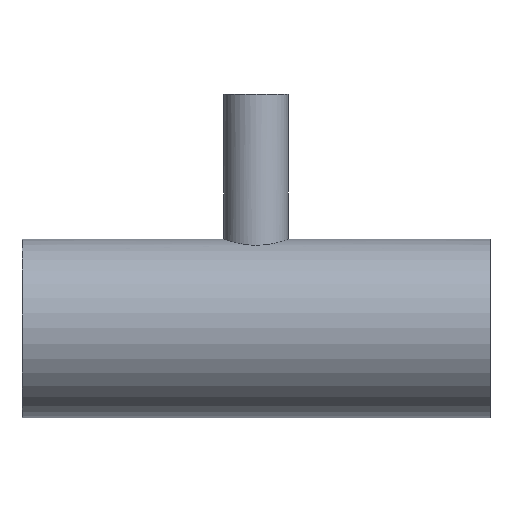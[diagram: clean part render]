
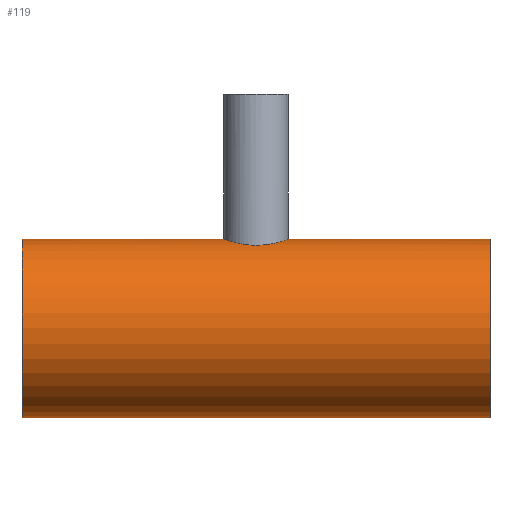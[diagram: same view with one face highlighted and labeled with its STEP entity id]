
A CAD part, front view. The second image highlights one B-rep face of the part: STEP entity #119.
In plain terms, the highlighted cylindrical face has radius 19.05 mm (diameter 38.1 mm), a full revolution.
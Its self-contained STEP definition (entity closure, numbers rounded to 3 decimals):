
#16=FACE_BOUND('',#35,.T.);
#26=FACE_OUTER_BOUND('',#34,.T.);
#34=EDGE_LOOP('',(#96,#97,#98,#99));
#35=EDGE_LOOP('',(#100,#101));
#44=B_SPLINE_CURVE_WITH_KNOTS('',3,(#237,#238,#239,#240,#241,#242,#243,
#244,#245,#246),.UNSPECIFIED.,.F.,.F.,(4,2,2,2,4),(0.,0.263,
0.525,0.788,1.05),.UNSPECIFIED.);
#45=B_SPLINE_CURVE_WITH_KNOTS('',3,(#247,#248,#249,#250,#251,#252,#253,
#254,#255,#256,#257,#258,#259,#260,#261,#262,#263,#264,#265,#266,#267,#268,
#269,#270,#271,#272),.UNSPECIFIED.,.F.,.F.,(4,2,2,2,2,2,2,2,2,2,2,2,4),
(1.05,1.313,1.575,1.838,2.1,
2.363,2.625,2.888,3.15,3.413,
3.675,3.938,4.2),.UNSPECIFIED.);
#48=LINE('',#278,#52);
#52=VECTOR('',#174,19.05);
#56=CIRCLE('',#149,19.05);
#57=CIRCLE('',#150,19.05);
#64=VERTEX_POINT('',#234);
#65=VERTEX_POINT('',#236);
#66=VERTEX_POINT('',#275);
#67=VERTEX_POINT('',#277);
#76=EDGE_CURVE('',#65,#64,#44,.T.);
#77=EDGE_CURVE('',#64,#65,#45,.T.);
#78=EDGE_CURVE('',#66,#66,#56,.T.);
#79=EDGE_CURVE('',#66,#67,#48,.T.);
#80=EDGE_CURVE('',#67,#67,#57,.T.);
#96=ORIENTED_EDGE('',*,*,#78,.F.);
#97=ORIENTED_EDGE('',*,*,#79,.T.);
#98=ORIENTED_EDGE('',*,*,#80,.F.);
#99=ORIENTED_EDGE('',*,*,#79,.F.);
#100=ORIENTED_EDGE('',*,*,#76,.T.);
#101=ORIENTED_EDGE('',*,*,#77,.T.);
#114=CYLINDRICAL_SURFACE('',#148,19.05);
#119=ADVANCED_FACE('',(#26,#16),#114,.T.);
#148=AXIS2_PLACEMENT_3D('',#274,#170,#171);
#149=AXIS2_PLACEMENT_3D('',#276,#172,#173);
#150=AXIS2_PLACEMENT_3D('',#279,#175,#176);
#170=DIRECTION('center_axis',(1.,0.,0.));
#171=DIRECTION('ref_axis',(0.,1.,0.));
#172=DIRECTION('center_axis',(1.,0.,0.));
#173=DIRECTION('ref_axis',(0.,1.,0.));
#174=DIRECTION('',(-1.,0.,0.));
#175=DIRECTION('center_axis',(-1.,0.,0.));
#176=DIRECTION('ref_axis',(0.,1.,0.));
#234=CARTESIAN_POINT('',(-6.9,0.,19.05));
#236=CARTESIAN_POINT('',(0.,-6.9,17.756));
#237=CARTESIAN_POINT('Ctrl Pts',(0.,-6.9,17.756));
#238=CARTESIAN_POINT('Ctrl Pts',(-0.875,-6.9,17.756));
#239=CARTESIAN_POINT('Ctrl Pts',(-1.803,-6.723,17.828));
#240=CARTESIAN_POINT('Ctrl Pts',(-3.5,-6.017,18.079));
#241=CARTESIAN_POINT('Ctrl Pts',(-4.271,-5.487,18.253));
#242=CARTESIAN_POINT('Ctrl Pts',(-5.487,-4.271,18.576));
#243=CARTESIAN_POINT('Ctrl Pts',(-6.017,-3.5,18.745));
#244=CARTESIAN_POINT('Ctrl Pts',(-6.724,-1.803,18.984));
#245=CARTESIAN_POINT('Ctrl Pts',(-6.9,-0.875,19.05));
#246=CARTESIAN_POINT('Ctrl Pts',(-6.9,0.,19.05));
#247=CARTESIAN_POINT('Ctrl Pts',(-6.9,0.,19.05));
#248=CARTESIAN_POINT('Ctrl Pts',(-6.9,0.875,19.05));
#249=CARTESIAN_POINT('Ctrl Pts',(-6.724,1.803,18.984));
#250=CARTESIAN_POINT('Ctrl Pts',(-6.017,3.5,18.745));
#251=CARTESIAN_POINT('Ctrl Pts',(-5.487,4.271,18.576));
#252=CARTESIAN_POINT('Ctrl Pts',(-4.271,5.487,18.253));
#253=CARTESIAN_POINT('Ctrl Pts',(-3.5,6.017,18.079));
#254=CARTESIAN_POINT('Ctrl Pts',(-1.803,6.723,17.828));
#255=CARTESIAN_POINT('Ctrl Pts',(-0.875,6.9,17.756));
#256=CARTESIAN_POINT('Ctrl Pts',(0.875,6.9,17.756));
#257=CARTESIAN_POINT('Ctrl Pts',(1.803,6.723,17.828));
#258=CARTESIAN_POINT('Ctrl Pts',(3.5,6.017,18.079));
#259=CARTESIAN_POINT('Ctrl Pts',(4.271,5.487,18.253));
#260=CARTESIAN_POINT('Ctrl Pts',(5.487,4.271,18.576));
#261=CARTESIAN_POINT('Ctrl Pts',(6.017,3.5,18.745));
#262=CARTESIAN_POINT('Ctrl Pts',(6.724,1.803,18.984));
#263=CARTESIAN_POINT('Ctrl Pts',(6.9,0.875,19.05));
#264=CARTESIAN_POINT('Ctrl Pts',(6.9,-0.875,19.05));
#265=CARTESIAN_POINT('Ctrl Pts',(6.724,-1.803,18.984));
#266=CARTESIAN_POINT('Ctrl Pts',(6.017,-3.5,18.745));
#267=CARTESIAN_POINT('Ctrl Pts',(5.487,-4.271,18.576));
#268=CARTESIAN_POINT('Ctrl Pts',(4.271,-5.487,18.253));
#269=CARTESIAN_POINT('Ctrl Pts',(3.5,-6.017,18.079));
#270=CARTESIAN_POINT('Ctrl Pts',(1.803,-6.723,17.828));
#271=CARTESIAN_POINT('Ctrl Pts',(0.875,-6.9,17.756));
#272=CARTESIAN_POINT('Ctrl Pts',(0.,-6.9,17.756));
#274=CARTESIAN_POINT('Origin',(0.,0.,0.));
#275=CARTESIAN_POINT('',(50.,-19.05,0.));
#276=CARTESIAN_POINT('Origin',(50.,0.,0.));
#277=CARTESIAN_POINT('',(-50.,-19.05,0.));
#278=CARTESIAN_POINT('',(0.,-19.05,0.));
#279=CARTESIAN_POINT('Origin',(-50.,0.,0.));
